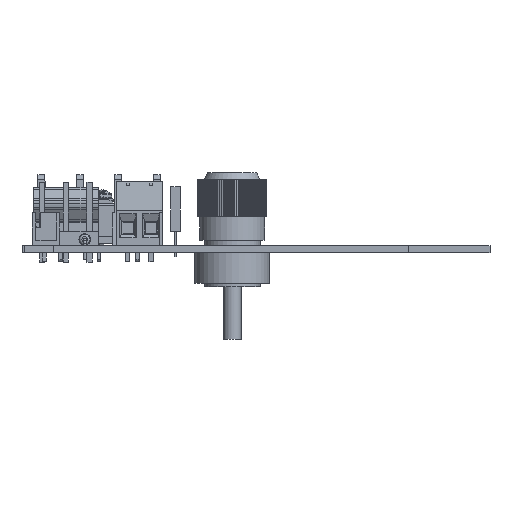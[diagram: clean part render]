
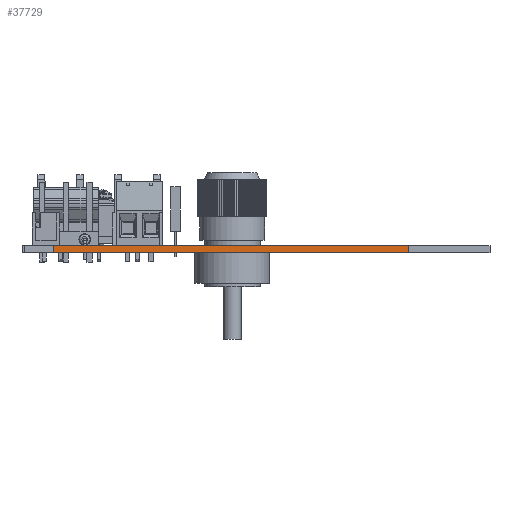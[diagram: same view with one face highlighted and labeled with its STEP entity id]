
A CAD part, left-side view. The second image highlights one B-rep face of the part: STEP entity #37729.
In plain terms, the highlighted planar face has unit normal (-1, 0, 0).
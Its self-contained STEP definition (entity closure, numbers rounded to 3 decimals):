
#37673 = VERTEX_POINT('',#37674);
#37674 = CARTESIAN_POINT('',(22.722,-107.406,1.51));
#37680 = EDGE_CURVE('',#37681,#37673,#37683,.T.);
#37681 = VERTEX_POINT('',#37682);
#37682 = CARTESIAN_POINT('',(22.722,-107.406,0.));
#37683 = LINE('',#37684,#37685);
#37684 = CARTESIAN_POINT('',(22.722,-107.406,0.));
#37685 = VECTOR('',#37686,1.);
#37686 = DIRECTION('',(0.,0.,1.));
#37729 = ADVANCED_FACE('',(#37730),#37755,.T.);
#37730 = FACE_BOUND('',#37731,.T.);
#37731 = EDGE_LOOP('',(#37732,#37733,#37741,#37749));
#37732 = ORIENTED_EDGE('',*,*,#37680,.T.);
#37733 = ORIENTED_EDGE('',*,*,#37734,.T.);
#37734 = EDGE_CURVE('',#37673,#37735,#37737,.T.);
#37735 = VERTEX_POINT('',#37736);
#37736 = CARTESIAN_POINT('',(22.722,-31.206,1.51));
#37737 = LINE('',#37738,#37739);
#37738 = CARTESIAN_POINT('',(22.722,-107.406,1.51));
#37739 = VECTOR('',#37740,1.);
#37740 = DIRECTION('',(0.,1.,0.));
#37741 = ORIENTED_EDGE('',*,*,#37742,.F.);
#37742 = EDGE_CURVE('',#37743,#37735,#37745,.T.);
#37743 = VERTEX_POINT('',#37744);
#37744 = CARTESIAN_POINT('',(22.722,-31.206,0.));
#37745 = LINE('',#37746,#37747);
#37746 = CARTESIAN_POINT('',(22.722,-31.206,0.));
#37747 = VECTOR('',#37748,1.);
#37748 = DIRECTION('',(0.,0.,1.));
#37749 = ORIENTED_EDGE('',*,*,#37750,.F.);
#37750 = EDGE_CURVE('',#37681,#37743,#37751,.T.);
#37751 = LINE('',#37752,#37753);
#37752 = CARTESIAN_POINT('',(22.722,-107.406,0.));
#37753 = VECTOR('',#37754,1.);
#37754 = DIRECTION('',(0.,1.,0.));
#37755 = PLANE('',#37756);
#37756 = AXIS2_PLACEMENT_3D('',#37757,#37758,#37759);
#37757 = CARTESIAN_POINT('',(22.722,-107.406,0.));
#37758 = DIRECTION('',(-1.,0.,0.));
#37759 = DIRECTION('',(0.,1.,0.));
